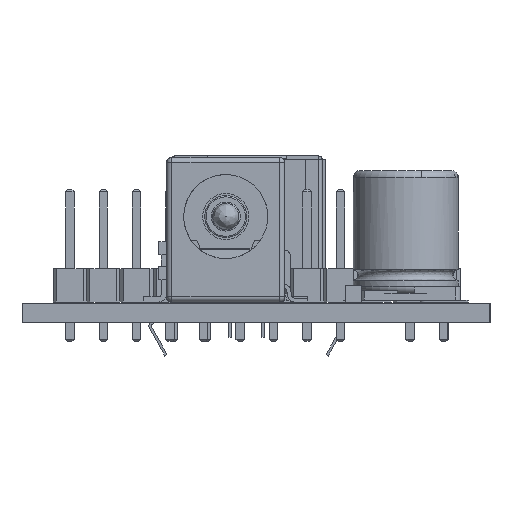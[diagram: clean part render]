
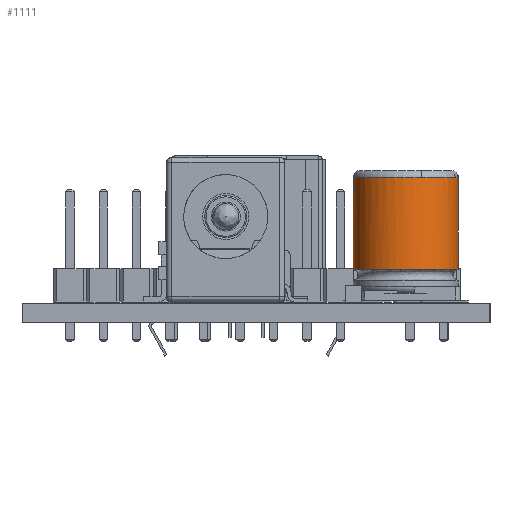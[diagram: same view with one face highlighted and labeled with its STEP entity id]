
A CAD part, left-side view. The second image highlights one B-rep face of the part: STEP entity #1111.
In plain terms, the highlighted cylindrical face has radius 4 mm (diameter 8 mm), a full revolution.
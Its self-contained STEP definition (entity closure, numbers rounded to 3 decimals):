
#777 = VERTEX_POINT('',#778);
#778 = CARTESIAN_POINT('',(-4.,0.,2.488));
#784 = EDGE_CURVE('',#777,#777,#785,.T.);
#785 = ( BOUNDED_CURVE() B_SPLINE_CURVE(13,(#786,#787,#788,#789,#790,
    #791,#792,#793,#794,#795,#796,#797,#798,#799),.UNSPECIFIED.,.T.,.F.)
 B_SPLINE_CURVE_WITH_KNOTS((1,13,13,1),(-25.133,
    0.,25.133,50.265),.UNSPECIFIED.) 
CURVE() GEOMETRIC_REPRESENTATION_ITEM() RATIONAL_B_SPLINE_CURVE((1.,1.,
    1.,1.,1.,1.,
    1.,1.,1.,1.,
1.,1.,1.,1.)) REPRESENTATION_ITEM('') );
#786 = CARTESIAN_POINT('',(-4.,0.,2.488));
#787 = CARTESIAN_POINT('',(-4.,1.905,2.488
    ));
#788 = CARTESIAN_POINT('',(-3.015,3.855,2.488
    ));
#789 = CARTESIAN_POINT('',(-0.989,5.248,2.488)
  );
#790 = CARTESIAN_POINT('',(1.8,5.462,2.488)
  );
#791 = CARTESIAN_POINT('',(4.209,3.977,2.488)
  );
#792 = CARTESIAN_POINT('',(5.976,1.808,2.488)
  );
#793 = CARTESIAN_POINT('',(5.976,-1.808,2.488
    ));
#794 = CARTESIAN_POINT('',(4.209,-3.977,2.488
    ));
#795 = CARTESIAN_POINT('',(1.8,-5.462,2.488
    ));
#796 = CARTESIAN_POINT('',(-0.989,-5.248,
    2.488));
#797 = CARTESIAN_POINT('',(-3.015,-3.855,2.488)
  );
#798 = CARTESIAN_POINT('',(-4.,-1.905,2.488));
#799 = CARTESIAN_POINT('',(-4.,0.,2.488));
#1111 = ADVANCED_FACE('',(#1112),#1158,.T.);
#1112 = FACE_BOUND('',#1113,.T.);
#1113 = EDGE_LOOP('',(#1114,#1115,#1123,#1132,#1141,#1150,#1157));
#1114 = ORIENTED_EDGE('',*,*,#784,.F.);
#1115 = ORIENTED_EDGE('',*,*,#1116,.T.);
#1116 = EDGE_CURVE('',#777,#1117,#1119,.T.);
#1117 = VERTEX_POINT('',#1118);
#1118 = CARTESIAN_POINT('',(-4.,0.,9.467));
#1119 = LINE('',#1120,#1121);
#1120 = CARTESIAN_POINT('',(-4.,0.,2.45));
#1121 = VECTOR('',#1122,1.);
#1122 = DIRECTION('',(0.,0.,1.));
#1123 = ORIENTED_EDGE('',*,*,#1124,.T.);
#1124 = EDGE_CURVE('',#1117,#1125,#1127,.T.);
#1125 = VERTEX_POINT('',#1126);
#1126 = CARTESIAN_POINT('',(1.2,3.816,9.467));
#1127 = CIRCLE('',#1128,4.);
#1128 = AXIS2_PLACEMENT_3D('',#1129,#1130,#1131);
#1129 = CARTESIAN_POINT('',(0.,0.,9.467));
#1130 = DIRECTION('',(0.,0.,-1.));
#1131 = DIRECTION('',(-1.,0.,0.));
#1132 = ORIENTED_EDGE('',*,*,#1133,.T.);
#1133 = EDGE_CURVE('',#1125,#1134,#1136,.T.);
#1134 = VERTEX_POINT('',#1135);
#1135 = CARTESIAN_POINT('',(4.,0.,9.467));
#1136 = CIRCLE('',#1137,4.);
#1137 = AXIS2_PLACEMENT_3D('',#1138,#1139,#1140);
#1138 = CARTESIAN_POINT('',(0.,0.,9.467));
#1139 = DIRECTION('',(0.,0.,-1.));
#1140 = DIRECTION('',(-1.,0.,0.));
#1141 = ORIENTED_EDGE('',*,*,#1142,.T.);
#1142 = EDGE_CURVE('',#1134,#1143,#1145,.T.);
#1143 = VERTEX_POINT('',#1144);
#1144 = CARTESIAN_POINT('',(1.2,-3.816,9.467));
#1145 = CIRCLE('',#1146,4.);
#1146 = AXIS2_PLACEMENT_3D('',#1147,#1148,#1149);
#1147 = CARTESIAN_POINT('',(0.,0.,9.467));
#1148 = DIRECTION('',(0.,0.,-1.));
#1149 = DIRECTION('',(-1.,0.,0.));
#1150 = ORIENTED_EDGE('',*,*,#1151,.T.);
#1151 = EDGE_CURVE('',#1143,#1117,#1152,.T.);
#1152 = CIRCLE('',#1153,4.);
#1153 = AXIS2_PLACEMENT_3D('',#1154,#1155,#1156);
#1154 = CARTESIAN_POINT('',(0.,0.,9.467));
#1155 = DIRECTION('',(0.,0.,-1.));
#1156 = DIRECTION('',(-1.,0.,0.));
#1157 = ORIENTED_EDGE('',*,*,#1116,.F.);
#1158 = CYLINDRICAL_SURFACE('',#1159,4.);
#1159 = AXIS2_PLACEMENT_3D('',#1160,#1161,#1162);
#1160 = CARTESIAN_POINT('',(0.,0.,2.45));
#1161 = DIRECTION('',(0.,0.,1.));
#1162 = DIRECTION('',(-1.,0.,0.));
